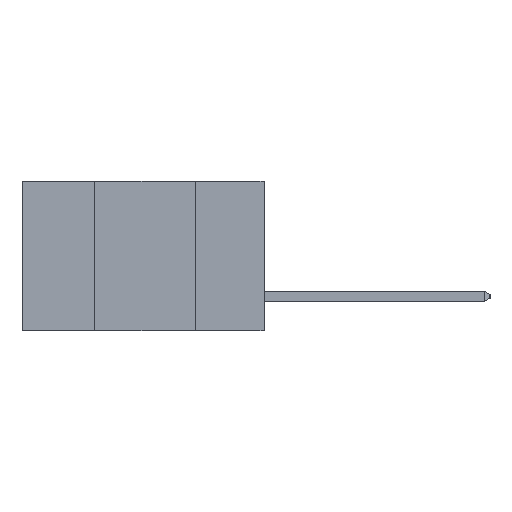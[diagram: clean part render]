
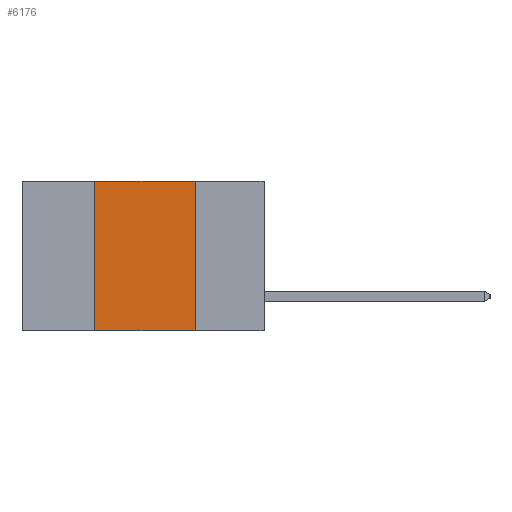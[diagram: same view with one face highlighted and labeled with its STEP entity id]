
A CAD part, left-side view. The second image highlights one B-rep face of the part: STEP entity #6176.
In plain terms, the highlighted planar face has unit normal (-1, 0, 0).
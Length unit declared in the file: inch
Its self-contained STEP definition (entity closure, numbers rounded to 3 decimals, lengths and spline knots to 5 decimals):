
#338 = LINE ( 'NONE', #5168, #3240 ) ;
#1495 = CARTESIAN_POINT ( 'NONE',  ( 0., 0.17, 0. ) ) ;
#1519 = VECTOR ( 'NONE', #6425, 39.37008 ) ;
#1953 = VECTOR ( 'NONE', #9587, 39.37008 ) ;
#2409 = VERTEX_POINT ( 'NONE', #1495 ) ;
#3240 = VECTOR ( 'NONE', #11338, 39.37008 ) ;
#3268 = CARTESIAN_POINT ( 'NONE',  ( 0., 0.6, -0.37 ) ) ;
#4420 = DIRECTION ( 'NONE',  ( 1., 0., 0. ) ) ;
#4933 = VERTEX_POINT ( 'NONE', #12144 ) ;
#5102 = VERTEX_POINT ( 'NONE', #10331 ) ;
#5168 = CARTESIAN_POINT ( 'NONE',  ( 0., 0.42, -0.37 ) ) ;
#5356 = LINE ( 'NONE', #3268, #1953 ) ;
#5384 = CARTESIAN_POINT ( 'NONE',  ( 0., 0.17, -0.37 ) ) ;
#6034 = VECTOR ( 'NONE', #11325, 39.37008 ) ;
#6176 = ADVANCED_FACE ( 'NONE', ( #8474 ), #12653, .F. ) ;
#6204 = ORIENTED_EDGE ( 'NONE', *, *, #11288, .F. ) ;
#6240 = ORIENTED_EDGE ( 'NONE', *, *, #10603, .F. ) ;
#6275 = CARTESIAN_POINT ( 'NONE',  ( 0., 0.6, 0. ) ) ;
#6279 = ORIENTED_EDGE ( 'NONE', *, *, #9903, .F. ) ;
#6307 = ORIENTED_EDGE ( 'NONE', *, *, #9210, .T. ) ;
#6425 = DIRECTION ( 'NONE',  ( 0., 0., -1. ) ) ;
#8474 = FACE_OUTER_BOUND ( 'NONE', #12147, .T. ) ;
#8587 = CARTESIAN_POINT ( 'NONE',  ( 0., 0.6, 0. ) ) ;
#9210 = EDGE_CURVE ( 'NONE', #4933, #10726, #5356, .T. ) ;
#9587 = DIRECTION ( 'NONE',  ( 0., -1., 0. ) ) ;
#9903 = EDGE_CURVE ( 'NONE', #4933, #5102, #338, .T. ) ;
#10331 = CARTESIAN_POINT ( 'NONE',  ( 0., 0.42, 0. ) ) ;
#10603 = EDGE_CURVE ( 'NONE', #5102, #2409, #11446, .T. ) ;
#10726 = VERTEX_POINT ( 'NONE', #5384 ) ;
#11288 = EDGE_CURVE ( 'NONE', #2409, #10726, #12534, .T. ) ;
#11325 = DIRECTION ( 'NONE',  ( 0., -1., 0. ) ) ;
#11338 = DIRECTION ( 'NONE',  ( 0., 0., 1. ) ) ;
#11446 = LINE ( 'NONE', #6275, #6034 ) ;
#11692 = DIRECTION ( 'NONE',  ( 0., 0., -1. ) ) ;
#12144 = CARTESIAN_POINT ( 'NONE',  ( 0., 0.42, -0.37 ) ) ;
#12147 = EDGE_LOOP ( 'NONE', ( #6204, #6240, #6279, #6307 ) ) ;
#12487 = CARTESIAN_POINT ( 'NONE',  ( 0., 0.17, -0.37 ) ) ;
#12534 = LINE ( 'NONE', #12487, #1519 ) ;
#12544 = AXIS2_PLACEMENT_3D ( 'NONE', #8587, #4420, #11692 ) ;
#12653 = PLANE ( 'NONE',  #12544 ) ;
